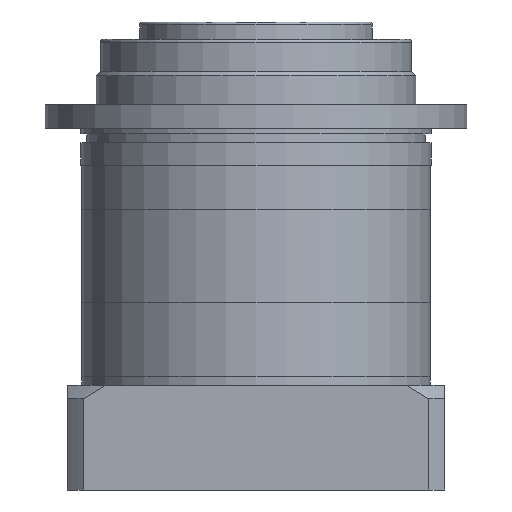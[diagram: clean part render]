
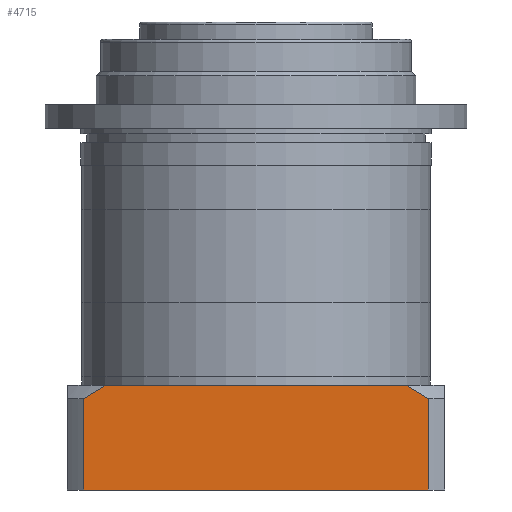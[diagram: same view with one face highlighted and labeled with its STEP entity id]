
A CAD part, front view. The second image highlights one B-rep face of the part: STEP entity #4715.
In plain terms, the highlighted planar face has unit normal (0, -1, 0).
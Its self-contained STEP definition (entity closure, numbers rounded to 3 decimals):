
#46 = EDGE_CURVE ( 'NONE', #8324, #4855, #7594, .T. ) ;
#467 = CARTESIAN_POINT ( 'NONE',  ( -51.614, -65., 0. ) ) ;
#505 = CARTESIAN_POINT ( 'NONE',  ( -59.321, -65., -4.663 ) ) ;
#568 = ORIENTED_EDGE ( 'NONE', *, *, #772, .T. ) ;
#600 = DIRECTION ( 'NONE',  ( 0., 0., 1. ) ) ;
#613 = DIRECTION ( 'NONE',  ( 0., 1., 0. ) ) ;
#632 = PLANE ( 'NONE',  #8529 ) ;
#654 = CARTESIAN_POINT ( 'NONE',  ( -51.614, -65., 0. ) ) ;
#660 = CARTESIAN_POINT ( 'NONE',  ( -59.321, -65., -4.663 ) ) ;
#710 = CARTESIAN_POINT ( 'NONE',  ( 59.321, -65., -36. ) ) ;
#772 = EDGE_CURVE ( 'NONE', #6399, #1497, #4372, .T. ) ;
#777 = CARTESIAN_POINT ( 'NONE',  ( -56.779, -65., -3.064 ) ) ;
#946 = CARTESIAN_POINT ( 'NONE',  ( 59.321, -65., -4.663 ) ) ;
#970 = ORIENTED_EDGE ( 'NONE', *, *, #4449, .T. ) ;
#976 = CARTESIAN_POINT ( 'NONE',  ( 56.779, -65., -3.064 ) ) ;
#1001 = CARTESIAN_POINT ( 'NONE',  ( 54.212, -65., -1.507 ) ) ;
#1066 = CARTESIAN_POINT ( 'NONE',  ( -54.212, -65., -1.507 ) ) ;
#1093 = CARTESIAN_POINT ( 'NONE',  ( -59.321, -65., -36. ) ) ;
#1100 = DIRECTION ( 'NONE',  ( 0., 0., 1. ) ) ;
#1138 = ORIENTED_EDGE ( 'NONE', *, *, #5515, .T. ) ;
#1351 = ORIENTED_EDGE ( 'NONE', *, *, #5500, .F. ) ;
#1497 = VERTEX_POINT ( 'NONE', #1638 ) ;
#1572 = ORIENTED_EDGE ( 'NONE', *, *, #46, .F. ) ;
#1632 = EDGE_LOOP ( 'NONE', ( #3710, #568, #970, #1138, #1351, #1572 ) ) ;
#1638 = CARTESIAN_POINT ( 'NONE',  ( 51.614, -65., 0. ) ) ;
#1730 = CARTESIAN_POINT ( 'NONE',  ( 59.321, -65., -36. ) ) ;
#1794 = DIRECTION ( 'NONE',  ( 0., 0., 1. ) ) ;
#1893 = CARTESIAN_POINT ( 'NONE',  ( 59.321, -65., 0. ) ) ;
#2196 = B_SPLINE_CURVE_WITH_KNOTS ( 'NONE', 3,
 ( #467, #1066, #777, #505 ),
 .UNSPECIFIED., .F., .F.,
 ( 4, 4 ),
 ( 0., 0.009 ),
 .UNSPECIFIED. ) ;
#2198 = CARTESIAN_POINT ( 'NONE',  ( 59.321, -65., -36. ) ) ;
#2909 = FACE_OUTER_BOUND ( 'NONE', #1632, .T. ) ;
#3049 = DIRECTION ( 'NONE',  ( -1., 0., 0. ) ) ;
#3095 = VECTOR ( 'NONE', #1100, 1000. ) ;
#3317 = DIRECTION ( 'NONE',  ( -1., 0., 0. ) ) ;
#3323 = CARTESIAN_POINT ( 'NONE',  ( 59.321, -65., -4.663 ) ) ;
#3622 = VECTOR ( 'NONE', #1794, 1000. ) ;
#3710 = ORIENTED_EDGE ( 'NONE', *, *, #4486, .T. ) ;
#3717 = VECTOR ( 'NONE', #3317, 1000. ) ;
#3820 = CARTESIAN_POINT ( 'NONE',  ( 59.321, -65., -36. ) ) ;
#4372 = B_SPLINE_CURVE_WITH_KNOTS ( 'NONE', 3,
 ( #946, #976, #1001, #6410 ),
 .UNSPECIFIED., .F., .F.,
 ( 4, 4 ),
 ( 0., 0.009 ),
 .UNSPECIFIED. ) ;
#4449 = EDGE_CURVE ( 'NONE', #1497, #8433, #7312, .T. ) ;
#4486 = EDGE_CURVE ( 'NONE', #8324, #6399, #7018, .T. ) ;
#4715 = ADVANCED_FACE ( 'NONE', ( #2909 ), #632, .F. ) ;
#4855 = VERTEX_POINT ( 'NONE', #5879 ) ;
#5500 = EDGE_CURVE ( 'NONE', #4855, #6109, #8447, .T. ) ;
#5515 = EDGE_CURVE ( 'NONE', #8433, #6109, #2196, .T. ) ;
#5879 = CARTESIAN_POINT ( 'NONE',  ( -59.321, -65., -36. ) ) ;
#6109 = VERTEX_POINT ( 'NONE', #660 ) ;
#6399 = VERTEX_POINT ( 'NONE', #3323 ) ;
#6410 = CARTESIAN_POINT ( 'NONE',  ( 51.614, -65., 0. ) ) ;
#7018 = LINE ( 'NONE', #1730, #3622 ) ;
#7312 = LINE ( 'NONE', #1893, #3717 ) ;
#7594 = LINE ( 'NONE', #2198, #7805 ) ;
#7805 = VECTOR ( 'NONE', #3049, 1000. ) ;
#8324 = VERTEX_POINT ( 'NONE', #3820 ) ;
#8433 = VERTEX_POINT ( 'NONE', #654 ) ;
#8447 = LINE ( 'NONE', #1093, #3095 ) ;
#8529 = AXIS2_PLACEMENT_3D ( 'NONE', #710, #613, #600 ) ;
